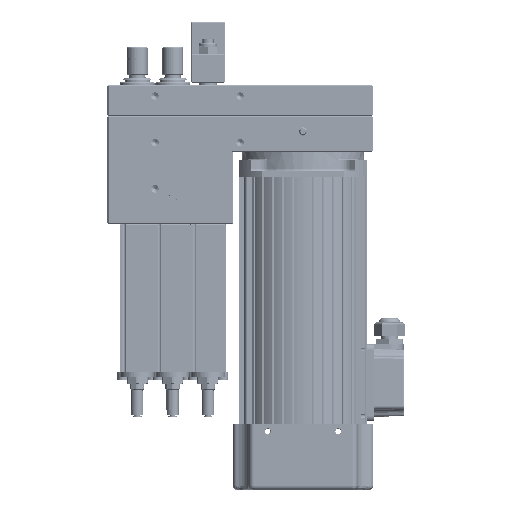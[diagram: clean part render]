
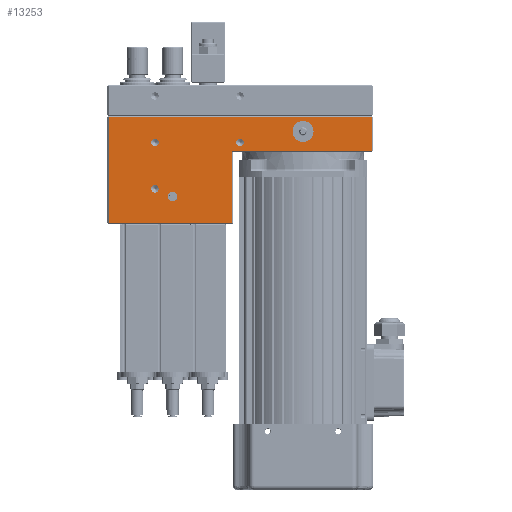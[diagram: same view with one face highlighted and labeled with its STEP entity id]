
A CAD part, front view. The second image highlights one B-rep face of the part: STEP entity #13253.
In plain terms, the highlighted planar face has unit normal (0, -1, 0).
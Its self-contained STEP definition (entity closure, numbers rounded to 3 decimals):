
#845 = DIRECTION ( 'NONE',  ( 0., -1., 0. ) ) ;
#1467 = DIRECTION ( 'NONE',  ( 0., 0., 1. ) ) ;
#1961 = VERTEX_POINT ( 'NONE', #32485 ) ;
#2373 = CARTESIAN_POINT ( 'NONE',  ( 16., -30.5, -27.4 ) ) ;
#2630 = FACE_BOUND ( 'NONE', #101984, .T. ) ;
#2816 = ORIENTED_EDGE ( 'NONE', *, *, #39056, .F. ) ;
#2817 = VERTEX_POINT ( 'NONE', #2373 ) ;
#3602 = AXIS2_PLACEMENT_3D ( 'NONE', #84639, #83891, #110328 ) ;
#4029 = VERTEX_POINT ( 'NONE', #64702 ) ;
#5438 = VECTOR ( 'NONE', #12926, 1000. ) ;
#5963 = CIRCLE ( 'NONE', #79422, 3.4 ) ;
#8250 = VECTOR ( 'NONE', #82338, 1000. ) ;
#9470 = ORIENTED_EDGE ( 'NONE', *, *, #18124, .F. ) ;
#9503 = CARTESIAN_POINT ( 'NONE',  ( -26., -30.5, -1. ) ) ;
#10532 = VERTEX_POINT ( 'NONE', #59481 ) ;
#10567 = CARTESIAN_POINT ( 'NONE',  ( -26., -30.5, -98. ) ) ;
#10978 = EDGE_CURVE ( 'NONE', #17098, #15982, #79081, .T. ) ;
#11048 = AXIS2_PLACEMENT_3D ( 'NONE', #40501, #23451, #49981 ) ;
#11625 = AXIS2_PLACEMENT_3D ( 'NONE', #19148, #88765, #61141 ) ;
#12052 = CARTESIAN_POINT ( 'NONE',  ( -26., -30.5, -1. ) ) ;
#12926 = DIRECTION ( 'NONE',  ( 0., 0., 1. ) ) ;
#13183 = ORIENTED_EDGE ( 'NONE', *, *, #10978, .F. ) ;
#13253 = ADVANCED_FACE ( 'NONE', ( #68997, #105518, #39228, #2630, #32431, #60832 ), #70981, .T. ) ;
#13415 = VERTEX_POINT ( 'NONE', #55087 ) ;
#13995 = VECTOR ( 'NONE', #54441, 1000. ) ;
#14980 = LINE ( 'NONE', #73614, #8250 ) ;
#15982 = VERTEX_POINT ( 'NONE', #48025 ) ;
#16680 = CARTESIAN_POINT ( 'NONE',  ( 150., -30.5, -14. ) ) ;
#17098 = VERTEX_POINT ( 'NONE', #97729 ) ;
#17647 = EDGE_CURVE ( 'NONE', #2817, #101062, #5963, .T. ) ;
#18124 = EDGE_CURVE ( 'NONE', #28341, #10532, #96727, .T. ) ;
#18621 = DIRECTION ( 'NONE',  ( 0., 0., -1. ) ) ;
#18767 = EDGE_CURVE ( 'NONE', #1961, #98991, #91252, .T. ) ;
#19148 = CARTESIAN_POINT ( 'NONE',  ( -26., -30.5, -98. ) ) ;
#19850 = DIRECTION ( 'NONE',  ( 0., -1., 0. ) ) ;
#22175 = AXIS2_PLACEMENT_3D ( 'NONE', #45085, #105571, #18621 ) ;
#22327 = CIRCLE ( 'NONE', #40136, 4.4 ) ;
#23451 = DIRECTION ( 'NONE',  ( 0., -1., 0. ) ) ;
#24362 = VECTOR ( 'NONE', #46885, 1000. ) ;
#27937 = ORIENTED_EDGE ( 'NONE', *, *, #51675, .F. ) ;
#28341 = VERTEX_POINT ( 'NONE', #79428 ) ;
#28391 = CARTESIAN_POINT ( 'NONE',  ( 16., -30.5, -24. ) ) ;
#29454 = DIRECTION ( 'NONE',  ( 0., 0., -1. ) ) ;
#30351 = EDGE_CURVE ( 'NONE', #93298, #39165, #102964, .T. ) ;
#31717 = AXIS2_PLACEMENT_3D ( 'NONE', #84325, #41196, #93767 ) ;
#31820 = VERTEX_POINT ( 'NONE', #86693 ) ;
#32431 = FACE_BOUND ( 'NONE', #75696, .T. ) ;
#32485 = CARTESIAN_POINT ( 'NONE',  ( 32., -30.5, -68.6 ) ) ;
#33620 = CARTESIAN_POINT ( 'NONE',  ( 16., -30.5, -66. ) ) ;
#34347 = DIRECTION ( 'NONE',  ( 0., -1., 0. ) ) ;
#36302 = ORIENTED_EDGE ( 'NONE', *, *, #80907, .T. ) ;
#37458 = AXIS2_PLACEMENT_3D ( 'NONE', #16680, #103660, #42026 ) ;
#37890 = ORIENTED_EDGE ( 'NONE', *, *, #37977, .T. ) ;
#37977 = EDGE_CURVE ( 'NONE', #31820, #87015, #89543, .T. ) ;
#38194 = VECTOR ( 'NONE', #104980, 1000. ) ;
#38557 = ORIENTED_EDGE ( 'NONE', *, *, #81409, .F. ) ;
#39056 = EDGE_CURVE ( 'NONE', #101062, #2817, #41749, .T. ) ;
#39165 = VERTEX_POINT ( 'NONE', #84054 ) ;
#39228 = FACE_BOUND ( 'NONE', #101901, .T. ) ;
#40136 = AXIS2_PLACEMENT_3D ( 'NONE', #96549, #845, #53475 ) ;
#40501 = CARTESIAN_POINT ( 'NONE',  ( 93., -30.5, -24. ) ) ;
#41196 = DIRECTION ( 'NONE',  ( 0., -1., 0. ) ) ;
#41749 = CIRCLE ( 'NONE', #22175, 3.4 ) ;
#42026 = DIRECTION ( 'NONE',  ( 0., 0., -1. ) ) ;
#43784 = DIRECTION ( 'NONE',  ( 0., 0., -1. ) ) ;
#44451 = ORIENTED_EDGE ( 'NONE', *, *, #91546, .F. ) ;
#45085 = CARTESIAN_POINT ( 'NONE',  ( 16., -30.5, -24. ) ) ;
#46885 = DIRECTION ( 'NONE',  ( -1., 0., 0. ) ) ;
#48025 = CARTESIAN_POINT ( 'NONE',  ( 16., -30.5, -69.4 ) ) ;
#49108 = CARTESIAN_POINT ( 'NONE',  ( 16., -30.5, -20.6 ) ) ;
#49480 = AXIS2_PLACEMENT_3D ( 'NONE', #55422, #19850, #99235 ) ;
#49981 = DIRECTION ( 'NONE',  ( 0., 0., -1. ) ) ;
#51533 = EDGE_LOOP ( 'NONE', ( #112142, #2816 ) ) ;
#51675 = EDGE_CURVE ( 'NONE', #15982, #17098, #69449, .T. ) ;
#53232 = ORIENTED_EDGE ( 'NONE', *, *, #112140, .T. ) ;
#53445 = AXIS2_PLACEMENT_3D ( 'NONE', #33620, #34347, #43784 ) ;
#53475 = DIRECTION ( 'NONE',  ( 0., 0., -1. ) ) ;
#54441 = DIRECTION ( 'NONE',  ( 1., 0., 0. ) ) ;
#55087 = CARTESIAN_POINT ( 'NONE',  ( 150., -30.5, -4.5 ) ) ;
#55151 = EDGE_CURVE ( 'NONE', #98991, #1961, #22327, .T. ) ;
#55422 = CARTESIAN_POINT ( 'NONE',  ( 32., -30.5, -73. ) ) ;
#55848 = EDGE_LOOP ( 'NONE', ( #101837, #78219, #36302, #37890, #96775, #53232 ) ) ;
#57102 = EDGE_CURVE ( 'NONE', #4029, #13415, #105006, .T. ) ;
#59481 = CARTESIAN_POINT ( 'NONE',  ( 93., -30.5, -20.6 ) ) ;
#60832 = FACE_OUTER_BOUND ( 'NONE', #55848, .T. ) ;
#61141 = DIRECTION ( 'NONE',  ( 0., 0., -1. ) ) ;
#62135 = CARTESIAN_POINT ( 'NONE',  ( 212., -30.5, -32. ) ) ;
#62736 = LINE ( 'NONE', #81657, #13995 ) ;
#63062 = CIRCLE ( 'NONE', #3602, 9.5 ) ;
#64702 = CARTESIAN_POINT ( 'NONE',  ( 150., -30.5, -23.5 ) ) ;
#68997 = FACE_BOUND ( 'NONE', #91299, .T. ) ;
#69449 = CIRCLE ( 'NONE', #53445, 3.4 ) ;
#70030 = ORIENTED_EDGE ( 'NONE', *, *, #57102, .F. ) ;
#70981 = PLANE ( 'NONE',  #11625 ) ;
#71271 = LINE ( 'NONE', #10567, #96956 ) ;
#72091 = CARTESIAN_POINT ( 'NONE',  ( -26., -30.5, -97. ) ) ;
#73614 = CARTESIAN_POINT ( 'NONE',  ( -26., -30.5, -97. ) ) ;
#75696 = EDGE_LOOP ( 'NONE', ( #70030, #38557 ) ) ;
#78219 = ORIENTED_EDGE ( 'NONE', *, *, #97916, .T. ) ;
#78390 = VERTEX_POINT ( 'NONE', #72091 ) ;
#79081 = CIRCLE ( 'NONE', #31717, 3.4 ) ;
#79422 = AXIS2_PLACEMENT_3D ( 'NONE', #28391, #88952, #97584 ) ;
#79428 = CARTESIAN_POINT ( 'NONE',  ( 93., -30.5, -27.4 ) ) ;
#80509 = VERTEX_POINT ( 'NONE', #62135 ) ;
#80907 = EDGE_CURVE ( 'NONE', #80509, #31820, #100502, .T. ) ;
#81292 = CARTESIAN_POINT ( 'NONE',  ( 93., -30.5, -24. ) ) ;
#81409 = EDGE_CURVE ( 'NONE', #13415, #4029, #63062, .T. ) ;
#81657 = CARTESIAN_POINT ( 'NONE',  ( 212., -30.5, -32. ) ) ;
#82338 = DIRECTION ( 'NONE',  ( 1., 0., 0. ) ) ;
#83891 = DIRECTION ( 'NONE',  ( 0., -1., 0. ) ) ;
#84054 = CARTESIAN_POINT ( 'NONE',  ( 86., -30.5, -32. ) ) ;
#84325 = CARTESIAN_POINT ( 'NONE',  ( 16., -30.5, -66. ) ) ;
#84639 = CARTESIAN_POINT ( 'NONE',  ( 150., -30.5, -14. ) ) ;
#86693 = CARTESIAN_POINT ( 'NONE',  ( 212., -30.5, -1. ) ) ;
#87015 = VERTEX_POINT ( 'NONE', #9503 ) ;
#88017 = CARTESIAN_POINT ( 'NONE',  ( 212., -30.5, -98. ) ) ;
#88765 = DIRECTION ( 'NONE',  ( 0., -1., 0. ) ) ;
#88952 = DIRECTION ( 'NONE',  ( 0., -1., 0. ) ) ;
#89543 = LINE ( 'NONE', #12052, #24362 ) ;
#91252 = CIRCLE ( 'NONE', #49480, 4.4 ) ;
#91299 = EDGE_LOOP ( 'NONE', ( #92612, #107543 ) ) ;
#91546 = EDGE_CURVE ( 'NONE', #10532, #28341, #105430, .T. ) ;
#92350 = CARTESIAN_POINT ( 'NONE',  ( 86., -30.5, -33. ) ) ;
#92612 = ORIENTED_EDGE ( 'NONE', *, *, #55151, .F. ) ;
#93298 = VERTEX_POINT ( 'NONE', #111927 ) ;
#93767 = DIRECTION ( 'NONE',  ( 0., 0., -1. ) ) ;
#96549 = CARTESIAN_POINT ( 'NONE',  ( 32., -30.5, -73. ) ) ;
#96727 = CIRCLE ( 'NONE', #96754, 3.4 ) ;
#96754 = AXIS2_PLACEMENT_3D ( 'NONE', #81292, #105034, #29454 ) ;
#96775 = ORIENTED_EDGE ( 'NONE', *, *, #104909, .F. ) ;
#96956 = VECTOR ( 'NONE', #1467, 1000. ) ;
#97584 = DIRECTION ( 'NONE',  ( 0., 0., -1. ) ) ;
#97729 = CARTESIAN_POINT ( 'NONE',  ( 16., -30.5, -62.6 ) ) ;
#97916 = EDGE_CURVE ( 'NONE', #39165, #80509, #62736, .T. ) ;
#98991 = VERTEX_POINT ( 'NONE', #100265 ) ;
#99235 = DIRECTION ( 'NONE',  ( 0., 0., -1. ) ) ;
#100265 = CARTESIAN_POINT ( 'NONE',  ( 32., -30.5, -77.4 ) ) ;
#100502 = LINE ( 'NONE', #88017, #38194 ) ;
#101062 = VERTEX_POINT ( 'NONE', #49108 ) ;
#101837 = ORIENTED_EDGE ( 'NONE', *, *, #30351, .T. ) ;
#101901 = EDGE_LOOP ( 'NONE', ( #27937, #13183 ) ) ;
#101984 = EDGE_LOOP ( 'NONE', ( #9470, #44451 ) ) ;
#102964 = LINE ( 'NONE', #92350, #5438 ) ;
#103660 = DIRECTION ( 'NONE',  ( 0., -1., 0. ) ) ;
#104909 = EDGE_CURVE ( 'NONE', #78390, #87015, #71271, .T. ) ;
#104980 = DIRECTION ( 'NONE',  ( 0., 0., 1. ) ) ;
#105006 = CIRCLE ( 'NONE', #37458, 9.5 ) ;
#105034 = DIRECTION ( 'NONE',  ( 0., -1., 0. ) ) ;
#105430 = CIRCLE ( 'NONE', #11048, 3.4 ) ;
#105518 = FACE_BOUND ( 'NONE', #51533, .T. ) ;
#105571 = DIRECTION ( 'NONE',  ( 0., -1., 0. ) ) ;
#107543 = ORIENTED_EDGE ( 'NONE', *, *, #18767, .F. ) ;
#110328 = DIRECTION ( 'NONE',  ( 0., 0., -1. ) ) ;
#111927 = CARTESIAN_POINT ( 'NONE',  ( 86., -30.5, -97. ) ) ;
#112140 = EDGE_CURVE ( 'NONE', #78390, #93298, #14980, .T. ) ;
#112142 = ORIENTED_EDGE ( 'NONE', *, *, #17647, .F. ) ;
